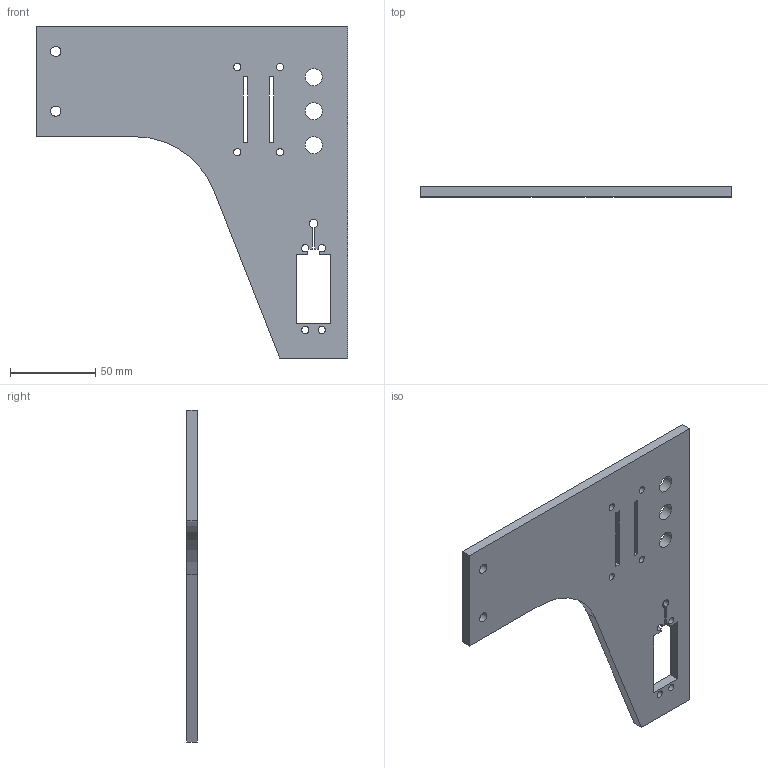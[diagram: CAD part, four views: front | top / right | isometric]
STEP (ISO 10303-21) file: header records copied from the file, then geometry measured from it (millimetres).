
FILE_DESCRIPTION(/* description */ (''),/* implementation_level */ '2;1');
FILE_NAME(/* name */ 'Electronics Panel.step',/* time_stamp */ '2024-07-11T16:09:06+02:00',/* author */ (''),/* organization */ (''),/* preprocessor_version */ 'ST-DEVELOPER v20',/* originating_system */ 'Autodesk Translation Framework v13.14.0.145',/* authorisation */ '');
FILE_SCHEMA (('AUTOMOTIVE_DESIGN { 1 0 10303 214 3 1 1 }'));
Length unit declared in the file: millimetre
Products named in the file (1): Electronics Panel
Bounding box: 182.9 x 6 x 195 mm (x, y, z)
Volume: 114720.3 mm3; surface area: 45862.1 mm2
Topology: 1 solids, 1 shells, 42 faces, 120 edges, 80 vertices
Faces by surface type: plane 27, cylinder 15
Full cylindrical faces by diameter (mm): 4.3 x6, 6 x2, 10 x3
Entity records: 1470 total; most frequent: CARTESIAN_POINT 243, ORIENTED_EDGE 240, DIRECTION 236, EDGE_CURVE 120, LINE 90, VECTOR 90, VERTEX_POINT 80, AXIS2_PLACEMENT_3D 73
